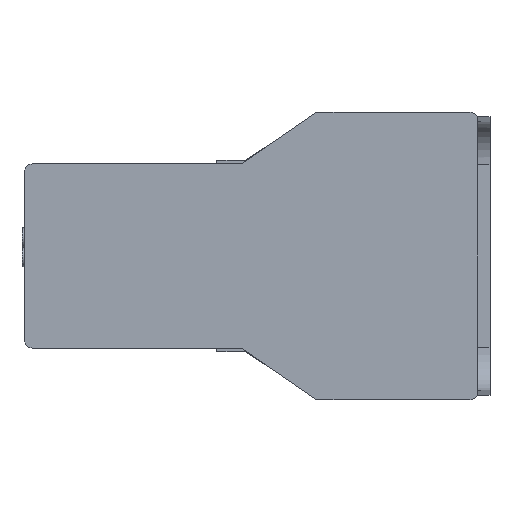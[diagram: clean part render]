
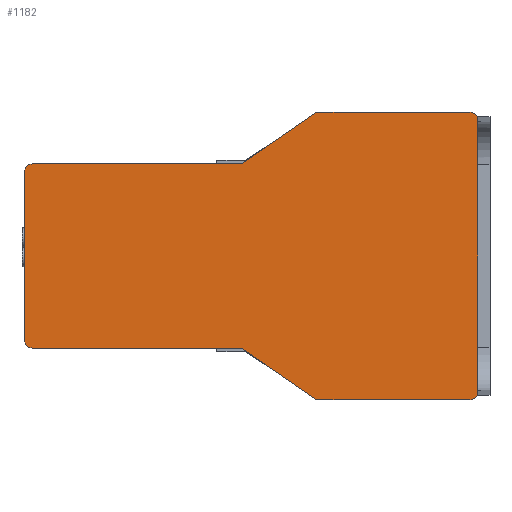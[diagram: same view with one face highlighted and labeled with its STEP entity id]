
A CAD part, front view. The second image highlights one B-rep face of the part: STEP entity #1182.
In plain terms, the highlighted planar face has unit normal (0, -1, 0).
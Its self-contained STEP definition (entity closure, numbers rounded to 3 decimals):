
#1182 = ADVANCED_FACE( '', ( #2417 ), #2418, .F. );
#2417 = FACE_OUTER_BOUND( '', #3702, .T. );
#2418 = PLANE( '', #3703 );
#3702 = EDGE_LOOP( '', ( #6735, #6736, #6737, #6738, #6739, #6740, #6741, #6742, #6743, #6744, #6745, #6746 ) );
#3703 = AXIS2_PLACEMENT_3D( '', #6747, #6748, #6749 );
#6735 = ORIENTED_EDGE( '', *, *, #7343, .F. );
#6736 = ORIENTED_EDGE( '', *, *, #7951, .F. );
#6737 = ORIENTED_EDGE( '', *, *, #8054, .F. );
#6738 = ORIENTED_EDGE( '', *, *, #7455, .F. );
#6739 = ORIENTED_EDGE( '', *, *, #7348, .F. );
#6740 = ORIENTED_EDGE( '', *, *, #7446, .F. );
#6741 = ORIENTED_EDGE( '', *, *, #7892, .F. );
#6742 = ORIENTED_EDGE( '', *, *, #8060, .F. );
#6743 = ORIENTED_EDGE( '', *, *, #7338, .F. );
#6744 = ORIENTED_EDGE( '', *, *, #8123, .F. );
#6745 = ORIENTED_EDGE( '', *, *, #8235, .F. );
#6746 = ORIENTED_EDGE( '', *, *, #7885, .F. );
#6747 = CARTESIAN_POINT( '', ( -71., 0., -232. ) );
#6748 = DIRECTION( '', ( 0., 1., 0. ) );
#6749 = DIRECTION( '', ( 0., 0., 1. ) );
#7338 = EDGE_CURVE( '', #8792, #8793, #8794, .T. );
#7343 = EDGE_CURVE( '', #8801, #8802, #8803, .T. );
#7348 = EDGE_CURVE( '', #8809, #8810, #8811, .T. );
#7446 = EDGE_CURVE( '', #8973, #8809, #8974, .T. );
#7455 = EDGE_CURVE( '', #8810, #8987, #8988, .T. );
#7885 = EDGE_CURVE( '', #8802, #9640, #9641, .T. );
#7892 = EDGE_CURVE( '', #9650, #8973, #9651, .T. );
#7951 = EDGE_CURVE( '', #9730, #8801, #9731, .T. );
#8054 = EDGE_CURVE( '', #8987, #9730, #9863, .T. );
#8060 = EDGE_CURVE( '', #8793, #9650, #9870, .T. );
#8123 = EDGE_CURVE( '', #9943, #8792, #9944, .T. );
#8235 = EDGE_CURVE( '', #9640, #9943, #10070, .T. );
#8792 = VERTEX_POINT( '', #10849 );
#8793 = VERTEX_POINT( '', #10850 );
#8794 = CIRCLE( '', #10851, 4. );
#8801 = VERTEX_POINT( '', #10860 );
#8802 = VERTEX_POINT( '', #10861 );
#8803 = CIRCLE( '', #10862, 4. );
#8809 = VERTEX_POINT( '', #10870 );
#8810 = VERTEX_POINT( '', #10871 );
#8811 = LINE( '', #10872, #10873 );
#8973 = VERTEX_POINT( '', #11102 );
#8974 = LINE( '', #11103, #11104 );
#8987 = VERTEX_POINT( '', #11122 );
#8988 = LINE( '', #11123, #11124 );
#9640 = VERTEX_POINT( '', #12097 );
#9641 = LINE( '', #12098, #12099 );
#9650 = VERTEX_POINT( '', #12112 );
#9651 = CIRCLE( '', #12113, 4. );
#9730 = VERTEX_POINT( '', #12225 );
#9731 = LINE( '', #12226, #12227 );
#9863 = CIRCLE( '', #12425, 4. );
#9870 = LINE( '', #12435, #12436 );
#9943 = VERTEX_POINT( '', #12558 );
#9944 = LINE( '', #12559, #12560 );
#10070 = LINE( '', #12725, #12726 );
#10849 = CARTESIAN_POINT( '', ( -48., 0., -4. ) );
#10850 = CARTESIAN_POINT( '', ( -44., 0., 0. ) );
#10851 = AXIS2_PLACEMENT_3D( '', #13081, #13082, #13083 );
#10860 = CARTESIAN_POINT( '', ( -71., 0., -236. ) );
#10861 = CARTESIAN_POINT( '', ( -75., 0., -232. ) );
#10862 = AXIS2_PLACEMENT_3D( '', #13089, #13090, #13091 );
#10870 = CARTESIAN_POINT( '', ( 48., 0., -113. ) );
#10871 = CARTESIAN_POINT( '', ( 75., 0., -152.25 ) );
#10872 = CARTESIAN_POINT( '', ( 48., 0., -113. ) );
#10873 = VECTOR( '', #13097, 1000. );
#11102 = CARTESIAN_POINT( '', ( 48., 0., -4. ) );
#11103 = CARTESIAN_POINT( '', ( 48., 0., -4. ) );
#11104 = VECTOR( '', #13189, 1000. );
#11122 = CARTESIAN_POINT( '', ( 75., 0., -232. ) );
#11123 = CARTESIAN_POINT( '', ( 75., 0., -152.25 ) );
#11124 = VECTOR( '', #13198, 1000. );
#12097 = CARTESIAN_POINT( '', ( -75., 0., -152.25 ) );
#12098 = CARTESIAN_POINT( '', ( -75., 0., -232. ) );
#12099 = VECTOR( '', #13635, 1000. );
#12112 = CARTESIAN_POINT( '', ( 44., 0., 0. ) );
#12113 = AXIS2_PLACEMENT_3D( '', #13640, #13641, #13642 );
#12225 = CARTESIAN_POINT( '', ( 71., 0., -236. ) );
#12226 = CARTESIAN_POINT( '', ( 71., 0., -236. ) );
#12227 = VECTOR( '', #13703, 1000. );
#12425 = AXIS2_PLACEMENT_3D( '', #13794, #13795, #13796 );
#12435 = CARTESIAN_POINT( '', ( -44., 0., 0. ) );
#12436 = VECTOR( '', #13800, 1000. );
#12558 = CARTESIAN_POINT( '', ( -48., 0., -113. ) );
#12559 = CARTESIAN_POINT( '', ( -48., 0., -113. ) );
#12560 = VECTOR( '', #13845, 1000. );
#12725 = CARTESIAN_POINT( '', ( -75., 0., -152.25 ) );
#12726 = VECTOR( '', #13921, 1000. );
#13081 = CARTESIAN_POINT( '', ( -44., 0., -4. ) );
#13082 = DIRECTION( '', ( 0., 1., 0. ) );
#13083 = DIRECTION( '', ( 1., 0., 0. ) );
#13089 = CARTESIAN_POINT( '', ( -71., 0., -232. ) );
#13090 = DIRECTION( '', ( 0., 1., 0. ) );
#13091 = DIRECTION( '', ( 1., 0., 0. ) );
#13097 = DIRECTION( '', ( 0.567, 0., -0.824 ) );
#13189 = DIRECTION( '', ( 0., 0., -1. ) );
#13198 = DIRECTION( '', ( 0., 0., -1. ) );
#13635 = DIRECTION( '', ( 0., 0., 1. ) );
#13640 = CARTESIAN_POINT( '', ( 44., 0., -4. ) );
#13641 = DIRECTION( '', ( 0., 1., 0. ) );
#13642 = DIRECTION( '', ( 1., 0., 0. ) );
#13703 = DIRECTION( '', ( -1., 0., 0. ) );
#13794 = CARTESIAN_POINT( '', ( 71., 0., -232. ) );
#13795 = DIRECTION( '', ( 0., 1., 0. ) );
#13796 = DIRECTION( '', ( 1., 0., 0. ) );
#13800 = DIRECTION( '', ( 1., 0., 0. ) );
#13845 = DIRECTION( '', ( 0., 0., 1. ) );
#13921 = DIRECTION( '', ( 0.567, 0., 0.824 ) );
